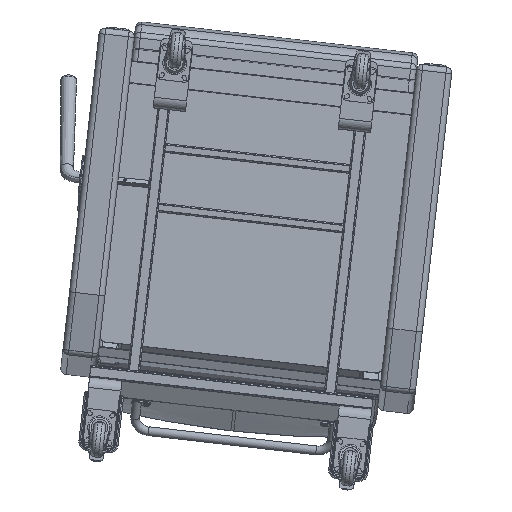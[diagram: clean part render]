
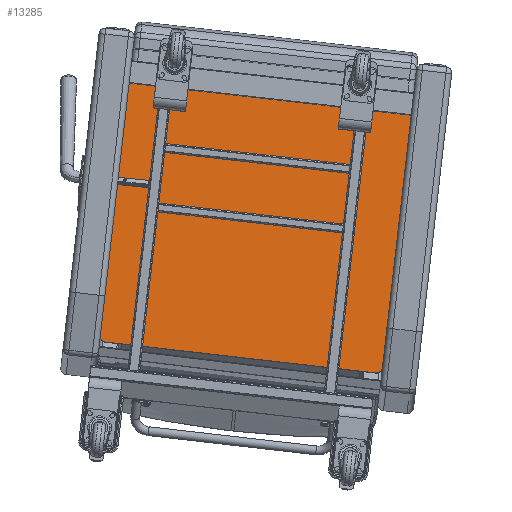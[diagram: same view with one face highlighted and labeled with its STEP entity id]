
A CAD part, front view. The second image highlights one B-rep face of the part: STEP entity #13285.
In plain terms, the highlighted face is planar.
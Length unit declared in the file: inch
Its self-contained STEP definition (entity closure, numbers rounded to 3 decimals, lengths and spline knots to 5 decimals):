
#567=PLANE('',#14492);
#1326=LINE('',#20875,#2248);
#1343=LINE('',#20986,#2265);
#1344=LINE('',#20988,#2266);
#1345=LINE('',#20989,#2267);
#2248=VECTOR('',#16486,0.3937);
#2265=VECTOR('',#16581,0.3937);
#2266=VECTOR('',#16582,0.3937);
#2267=VECTOR('',#16583,0.3937);
#3541=FACE_OUTER_BOUND('',#4404,.T.);
#4404=EDGE_LOOP('',(#9680,#9681,#9682,#9683,#9684,#9685));
#5349=CIRCLE('',#14428,0.5);
#5374=CIRCLE('',#14473,0.5);
#6095=VERTEX_POINT('',#20823);
#6096=VERTEX_POINT('',#20825);
#6112=VERTEX_POINT('',#20873);
#6125=VERTEX_POINT('',#20955);
#6132=VERTEX_POINT('',#20985);
#6133=VERTEX_POINT('',#20987);
#7425=EDGE_CURVE('',#6095,#6096,#5349,.T.);
#7450=EDGE_CURVE('',#6095,#6112,#1326,.T.);
#7474=EDGE_CURVE('',#6125,#6112,#5374,.T.);
#7488=EDGE_CURVE('',#6132,#6125,#1343,.T.);
#7489=EDGE_CURVE('',#6133,#6132,#1344,.T.);
#7490=EDGE_CURVE('',#6133,#6096,#1345,.T.);
#9680=ORIENTED_EDGE('',*,*,#7425,.F.);
#9681=ORIENTED_EDGE('',*,*,#7450,.T.);
#9682=ORIENTED_EDGE('',*,*,#7474,.F.);
#9683=ORIENTED_EDGE('',*,*,#7488,.F.);
#9684=ORIENTED_EDGE('',*,*,#7489,.F.);
#9685=ORIENTED_EDGE('',*,*,#7490,.T.);
#13285=ADVANCED_FACE('',(#3541),#567,.T.);
#14428=AXIS2_PLACEMENT_3D('',#20826,#16427,#16428);
#14473=AXIS2_PLACEMENT_3D('',#20957,#16539,#16540);
#14492=AXIS2_PLACEMENT_3D('',#20984,#16579,#16580);
#16427=DIRECTION('center_axis',(0.,1.,0.));
#16428=DIRECTION('ref_axis',(-0.707,0.,-0.707));
#16486=DIRECTION('',(1.,0.,0.));
#16539=DIRECTION('center_axis',(0.,1.,0.));
#16540=DIRECTION('ref_axis',(0.707,0.,-0.707));
#16579=DIRECTION('center_axis',(0.,-1.,0.));
#16580=DIRECTION('ref_axis',(0.,0.,-1.));
#16581=DIRECTION('',(0.,0.,-1.));
#16582=DIRECTION('',(1.,0.,0.));
#16583=DIRECTION('',(0.,0.,-1.));
#20823=CARTESIAN_POINT('',(0.5,0.,0.));
#20825=CARTESIAN_POINT('',(0.,0.,0.5));
#20826=CARTESIAN_POINT('Origin',(0.5,0.,0.5));
#20873=CARTESIAN_POINT('',(23.5,0.,0.));
#20875=CARTESIAN_POINT('',(0.,0.,0.));
#20955=CARTESIAN_POINT('',(24.,0.,0.5));
#20957=CARTESIAN_POINT('Origin',(23.5,0.,0.5));
#20984=CARTESIAN_POINT('Origin',(0.,0.,22.));
#20985=CARTESIAN_POINT('',(24.,0.,22.));
#20986=CARTESIAN_POINT('',(24.,0.,22.));
#20987=CARTESIAN_POINT('',(0.,0.,22.));
#20988=CARTESIAN_POINT('',(0.,0.,22.));
#20989=CARTESIAN_POINT('',(0.,0.,22.));
